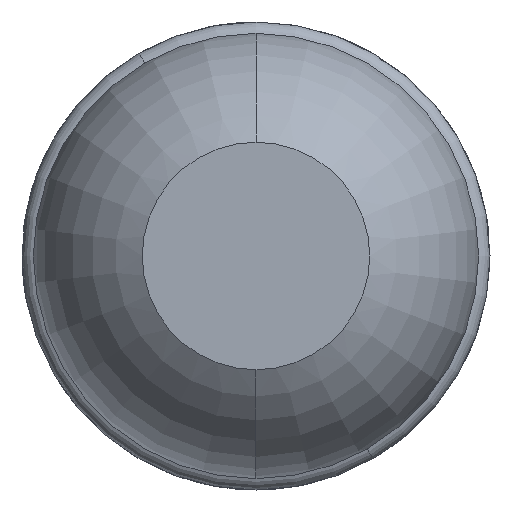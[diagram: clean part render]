
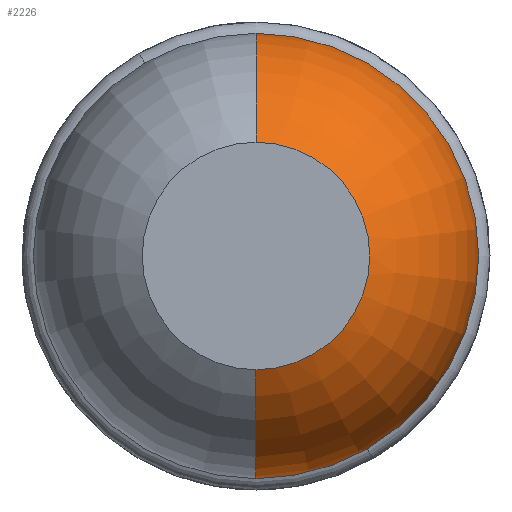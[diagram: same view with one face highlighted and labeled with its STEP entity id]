
A CAD part, front view. The second image highlights one B-rep face of the part: STEP entity #2226.
In plain terms, the highlighted toroidal (fillet/blend) face has major radius 0.035 mm and minor radius 0.65 mm.
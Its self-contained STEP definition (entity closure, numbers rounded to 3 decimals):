
#140 = DIRECTION ( 'NONE',  ( 0., -1., 0. ) ) ;
#149 = DIRECTION ( 'NONE',  ( 0., 0., -1. ) ) ;
#219 = AXIS2_PLACEMENT_3D ( 'NONE', #393, #3572, #3928 ) ;
#243 = DIRECTION ( 'NONE',  ( 0., 0., -1. ) ) ;
#390 = VERTEX_POINT ( 'NONE', #2614 ) ;
#393 = CARTESIAN_POINT ( 'NONE',  ( 0., -24.431, -0.035 ) ) ;
#403 = DIRECTION ( 'NONE',  ( 0., 0., -1. ) ) ;
#422 = CARTESIAN_POINT ( 'NONE',  ( 0., -25., 0.35 ) ) ;
#496 = AXIS2_PLACEMENT_3D ( 'NONE', #2337, #1935, #149 ) ;
#557 = ORIENTED_EDGE ( 'NONE', *, *, #3613, .T. ) ;
#741 = CARTESIAN_POINT ( 'NONE',  ( 0., -24.431, 0.685 ) ) ;
#1098 = VERTEX_POINT ( 'NONE', #741 ) ;
#1109 = DIRECTION ( 'NONE',  ( 0., -1., 0. ) ) ;
#1179 = VERTEX_POINT ( 'NONE', #1995 ) ;
#1486 = AXIS2_PLACEMENT_3D ( 'NONE', #3161, #2456, #243 ) ;
#1592 = CARTESIAN_POINT ( 'NONE',  ( 0., -24.431, 0. ) ) ;
#1778 = ORIENTED_EDGE ( 'NONE', *, *, #2829, .T. ) ;
#1794 = CIRCLE ( 'NONE', #219, 0.65 ) ;
#1935 = DIRECTION ( 'NONE',  ( 0., -1., 0. ) ) ;
#1995 = CARTESIAN_POINT ( 'NONE',  ( 0., -24.431, -0.685 ) ) ;
#2117 = EDGE_CURVE ( 'Defeature ausgef�hrt1_26+Defeature ausgef�hrt1_23+Defeature ausgef�hrt1_23+Defeature ausgef�hrt1_23', #390, #2723, #4424, .T. ) ;
#2226 = ADVANCED_FACE ( 'Defeature ausgef�hrt1_23', ( #4139 ), #4304, .T. ) ;
#2337 = CARTESIAN_POINT ( 'NONE',  ( 0., -24.431, 0. ) ) ;
#2456 = DIRECTION ( 'NONE',  ( 1., 0., 0. ) ) ;
#2473 = CIRCLE ( 'NONE', #496, 0.685 ) ;
#2574 = CARTESIAN_POINT ( 'NONE',  ( 0., -25., 0. ) ) ;
#2614 = CARTESIAN_POINT ( 'NONE',  ( 0., -25., -0.35 ) ) ;
#2624 = EDGE_CURVE ( 'NONE', #1179, #390, #1794, .T. ) ;
#2723 = VERTEX_POINT ( 'NONE', #422 ) ;
#2829 = EDGE_CURVE ( 'NONE', #1098, #2723, #4472, .T. ) ;
#3070 = EDGE_LOOP ( 'NONE', ( #557, #1778, #3846, #4199 ) ) ;
#3161 = CARTESIAN_POINT ( 'NONE',  ( 0., -24.431, 0.035 ) ) ;
#3284 = AXIS2_PLACEMENT_3D ( 'NONE', #2574, #1109, #403 ) ;
#3333 = DIRECTION ( 'NONE',  ( 0., 0., -1. ) ) ;
#3572 = DIRECTION ( 'NONE',  ( -1., 0., 0. ) ) ;
#3613 = EDGE_CURVE ( 'Defeature ausgef�hrt1_23+Defeature ausgef�hrt1_24+Defeature ausgef�hrt1_24+Defeature ausgef�hrt1_24', #1179, #1098, #2473, .T. ) ;
#3846 = ORIENTED_EDGE ( 'NONE', *, *, #2117, .F. ) ;
#3928 = DIRECTION ( 'NONE',  ( 0., 0., 1. ) ) ;
#4139 = FACE_OUTER_BOUND ( 'NONE', #3070, .T. ) ;
#4199 = ORIENTED_EDGE ( 'NONE', *, *, #2624, .F. ) ;
#4304 = TOROIDAL_SURFACE ( 'NONE', #4391, 0.035, 0.65 ) ;
#4391 = AXIS2_PLACEMENT_3D ( 'NONE', #1592, #140, #3333 ) ;
#4424 = CIRCLE ( 'NONE', #3284, 0.35 ) ;
#4472 = CIRCLE ( 'NONE', #1486, 0.65 ) ;
